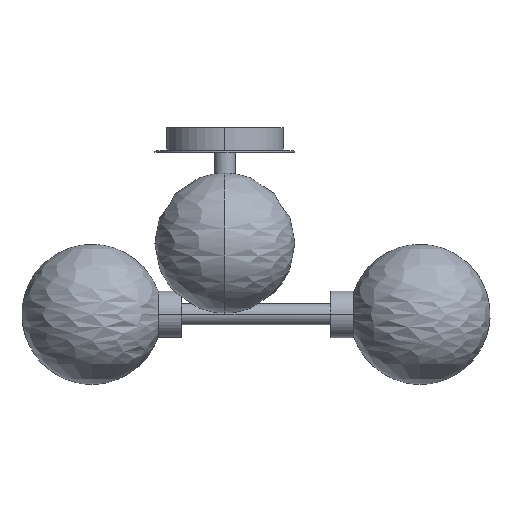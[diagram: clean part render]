
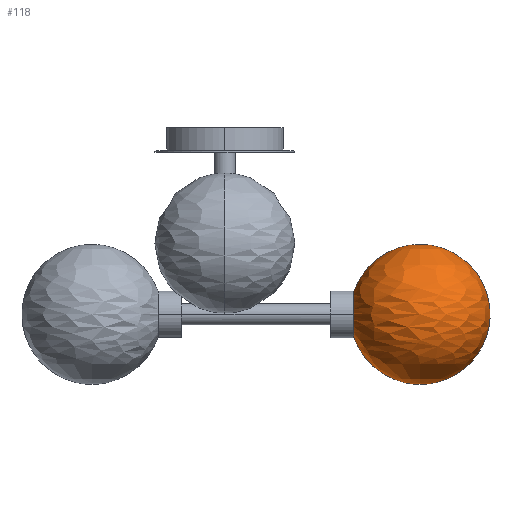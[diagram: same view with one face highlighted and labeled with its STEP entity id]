
A CAD part, top view. The second image highlights one B-rep face of the part: STEP entity #118.
In plain terms, the highlighted free-form (B-spline) face has degree [2, 2] with [5, 5] control points.
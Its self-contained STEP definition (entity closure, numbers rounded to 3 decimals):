
#118=ADVANCED_FACE('',(#180),#810,.T.);
#180=FACE_OUTER_BOUND('',#242,.T.);
#242=EDGE_LOOP('',(#390,#391,#392,#393));
#390=ORIENTED_EDGE('',*,*,#556,.T.);
#391=ORIENTED_EDGE('',*,*,#554,.F.);
#392=ORIENTED_EDGE('',*,*,#555,.T.);
#393=ORIENTED_EDGE('',*,*,#562,.F.);
#554=EDGE_CURVE('',#764,#765,#682,.T.);
#555=EDGE_CURVE('',#764,#767,#683,.T.);
#556=EDGE_CURVE('',#766,#765,#684,.T.);
#562=EDGE_CURVE('',#766,#767,#617,.T.);
#617=B_SPLINE_CURVE_WITH_KNOTS('',3,(#1815,#1816,#1817,#1818,#1819,#1820,
#1821,#1822,#1823,#1824,#1825),.UNSPECIFIED.,.F.,.F.,(4,2,3,2,4),(0.,15.773,
31.546,47.319,63.092),.UNSPECIFIED.);
#682=(
BOUNDED_CURVE()
B_SPLINE_CURVE(2,(#1771,#1772,#1773,#1774,#1775),.UNSPECIFIED.,.F.,.F.)
B_SPLINE_CURVE_WITH_KNOTS((3,2,3),(-94.248,0.,94.248),
 .UNSPECIFIED.)
CURVE()
GEOMETRIC_REPRESENTATION_ITEM()
RATIONAL_B_SPLINE_CURVE((1.,0.707,1.,0.707,1.))
REPRESENTATION_ITEM('')
);
#683=(
BOUNDED_CURVE()
B_SPLINE_CURVE(2,(#1776,#1777,#1778),.UNSPECIFIED.,.F.,.F.)
B_SPLINE_CURVE_WITH_KNOTS((3,3),(-94.248,-21.136),
 .UNSPECIFIED.)
CURVE()
GEOMETRIC_REPRESENTATION_ITEM()
RATIONAL_B_SPLINE_CURVE((1.,0.814,1.))
REPRESENTATION_ITEM('')
);
#684=(
BOUNDED_CURVE()
B_SPLINE_CURVE(2,(#1779,#1780,#1781),.UNSPECIFIED.,.F.,.F.)
B_SPLINE_CURVE_WITH_KNOTS((3,3),(21.136,94.248),
 .UNSPECIFIED.)
CURVE()
GEOMETRIC_REPRESENTATION_ITEM()
RATIONAL_B_SPLINE_CURVE((1.,0.814,1.))
REPRESENTATION_ITEM('')
);
#764=VERTEX_POINT('',#1763);
#765=VERTEX_POINT('',#1764);
#766=VERTEX_POINT('',#1765);
#767=VERTEX_POINT('',#1766);
#810=(
BOUNDED_SURFACE()
B_SPLINE_SURFACE(2,2,((#1619,#1620,#1621,#1622,#1623),(#1624,#1625,#1626,
#1627,#1628),(#1629,#1630,#1631,#1632,#1633),(#1634,#1635,#1636,#1637,#1638),
(#1639,#1640,#1641,#1642,#1643)),.UNSPECIFIED.,.F.,.F.,.F.)
B_SPLINE_SURFACE_WITH_KNOTS((3,2,3),(3,2,3),(0.,94.248,188.496),
(-94.248,0.,94.248),.UNSPECIFIED.)
GEOMETRIC_REPRESENTATION_ITEM()
RATIONAL_B_SPLINE_SURFACE(((1.,0.707,1.,0.707,1.),
(0.707,0.5,0.707,0.5,0.707),(1.,0.707,
1.,0.707,1.),(0.707,0.5,0.707,0.5,0.707),
(1.,0.707,1.,0.707,1.)))
REPRESENTATION_ITEM('')
SURFACE()
);
#1619=CARTESIAN_POINT('',(167.292,-0.598,763.633));
#1620=CARTESIAN_POINT('',(227.292,-0.598,763.633));
#1621=CARTESIAN_POINT('',(227.292,-60.598,763.633));
#1622=CARTESIAN_POINT('',(227.292,-120.598,763.633));
#1623=CARTESIAN_POINT('',(167.292,-120.598,763.633));
#1624=CARTESIAN_POINT('',(167.292,-0.598,763.633));
#1625=CARTESIAN_POINT('',(227.292,-0.598,823.633));
#1626=CARTESIAN_POINT('',(227.292,-60.598,823.633));
#1627=CARTESIAN_POINT('',(227.292,-120.598,823.633));
#1628=CARTESIAN_POINT('',(167.292,-120.598,763.633));
#1629=CARTESIAN_POINT('',(167.292,-0.598,763.633));
#1630=CARTESIAN_POINT('',(167.292,-0.598,823.633));
#1631=CARTESIAN_POINT('',(167.292,-60.598,823.633));
#1632=CARTESIAN_POINT('',(167.292,-120.598,823.633));
#1633=CARTESIAN_POINT('',(167.292,-120.598,763.633));
#1634=CARTESIAN_POINT('',(167.292,-0.598,763.633));
#1635=CARTESIAN_POINT('',(107.292,-0.598,823.633));
#1636=CARTESIAN_POINT('',(107.292,-60.598,823.633));
#1637=CARTESIAN_POINT('',(107.292,-120.598,823.633));
#1638=CARTESIAN_POINT('',(167.292,-120.598,763.633));
#1639=CARTESIAN_POINT('',(167.292,-0.598,763.633));
#1640=CARTESIAN_POINT('',(107.292,-0.598,763.633));
#1641=CARTESIAN_POINT('',(107.292,-60.598,763.633));
#1642=CARTESIAN_POINT('',(107.292,-120.598,763.633));
#1643=CARTESIAN_POINT('',(167.292,-120.598,763.633));
#1763=CARTESIAN_POINT('',(167.292,-0.598,763.633));
#1764=CARTESIAN_POINT('',(167.292,-120.598,763.633));
#1765=CARTESIAN_POINT('',(110.576,-80.174,763.633));
#1766=CARTESIAN_POINT('',(110.576,-41.023,763.633));
#1771=CARTESIAN_POINT('',(167.292,-0.598,763.633));
#1772=CARTESIAN_POINT('',(227.292,-0.598,763.633));
#1773=CARTESIAN_POINT('',(227.292,-60.598,763.633));
#1774=CARTESIAN_POINT('',(227.292,-120.598,763.633));
#1775=CARTESIAN_POINT('',(167.292,-120.598,763.633));
#1776=CARTESIAN_POINT('',(167.292,-0.598,763.633));
#1777=CARTESIAN_POINT('',(124.528,-0.598,763.633));
#1778=CARTESIAN_POINT('',(110.576,-41.023,763.633));
#1779=CARTESIAN_POINT('',(110.576,-80.174,763.633));
#1780=CARTESIAN_POINT('',(124.528,-120.598,763.633));
#1781=CARTESIAN_POINT('',(167.292,-120.598,763.633));
#1815=CARTESIAN_POINT('',(110.576,-80.174,763.633));
#1816=CARTESIAN_POINT('',(110.576,-80.174,768.825));
#1817=CARTESIAN_POINT('',(110.576,-78.111,773.804));
#1818=CARTESIAN_POINT('',(110.576,-70.769,781.147));
#1819=CARTESIAN_POINT('',(110.576,-65.79,783.209));
#1820=CARTESIAN_POINT('',(110.576,-60.598,783.209));
#1821=CARTESIAN_POINT('',(110.576,-55.406,783.209));
#1822=CARTESIAN_POINT('',(110.576,-50.427,781.147));
#1823=CARTESIAN_POINT('',(110.576,-43.085,773.804));
#1824=CARTESIAN_POINT('',(110.576,-41.023,768.825));
#1825=CARTESIAN_POINT('',(110.576,-41.023,763.633));
